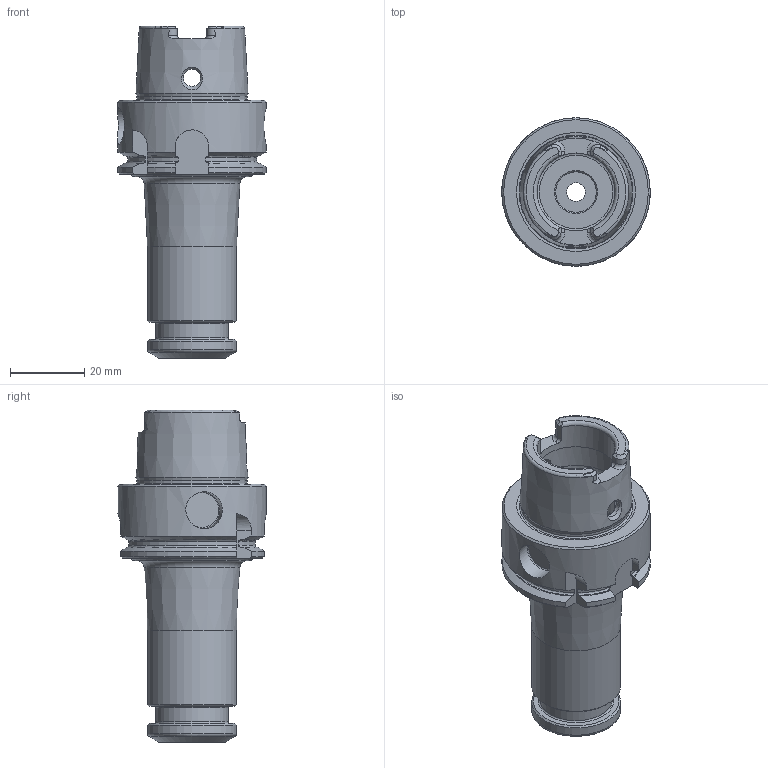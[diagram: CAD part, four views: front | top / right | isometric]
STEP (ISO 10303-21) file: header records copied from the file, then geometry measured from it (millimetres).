
FILE_DESCRIPTION(/* description */ (''),/* implementation_level */ '2;1');
FILE_NAME(/* name */ '254071530.stp',/* time_stamp */ '2021-01-08T12:24:37',/* author */ ('LRA'),/* organization */ ('REGO-FIX'),/* preprocessor_version */ ' Unknown',/* originating_system */ 'SIEMENS PLM Software Solid Edge ST10',/* authorization */ 'Unknown');
FILE_SCHEMA (('AUTOMOTIVE_DESIGN { 1 0 10303 214 2 1 1}'));
Length unit declared in the file: millimetre
Products named in the file (1): NOCUT
Bounding box: 40 x 40 x 89.5 mm (x, y, z)
Volume: 37520.8 mm3; surface area: 15690.3 mm2
Topology: 1 solids, 1 shells, 141 faces, 369 edges, 236 vertices
Faces by surface type: plane 48, cylinder 36, cone 30, torus 27
Full cylindrical faces by diameter (mm): 4.6 x2, 5 x1, 10 x2, 10.917 x1, 13 x1, 15 x1, 19.5 x1, 21 x2, 24 x2, 25.5 x1, 29.8 x1, 40 x1
Entity records: 5233 total; most frequent: CARTESIAN_POINT 1129, DIRECTION 623, ORIENTED_EDGE 604, EDGE_CURVE 302, AXIS2_PLACEMENT_3D 266, VERTEX_POINT 216, EDGE_LOOP 200, FACE_BOUND 200
